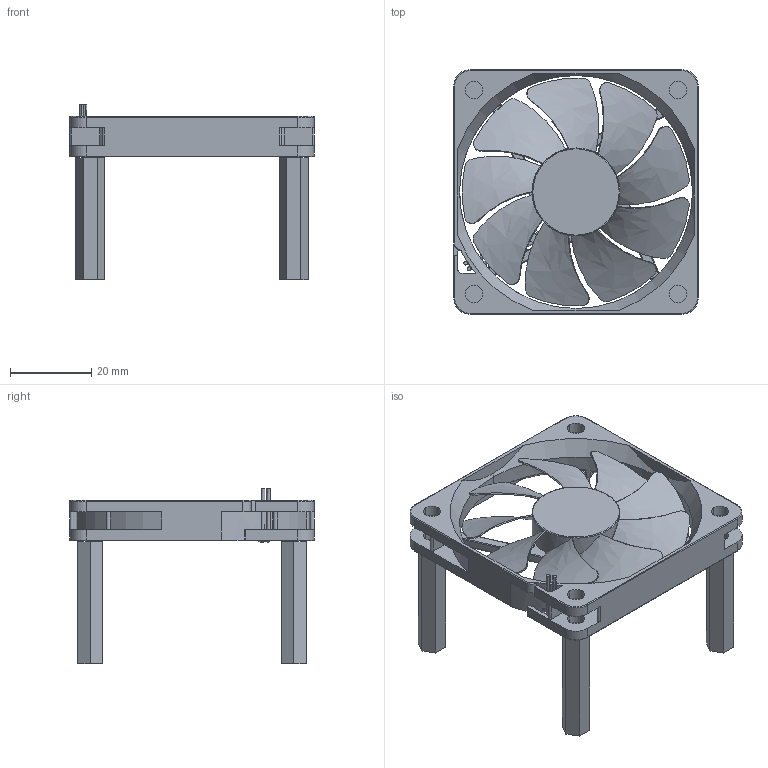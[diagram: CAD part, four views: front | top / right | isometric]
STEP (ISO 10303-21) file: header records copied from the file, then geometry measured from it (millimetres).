
FILE_DESCRIPTION(('FreeCAD Model'),'2;1');
FILE_NAME('CUI_DEVICES_CFM_6010V_140_285 - with 30mm standoffs.step', '2020-08-22T20:01:32',('Author'),(''), 'Open CASCADE STEP processor 7.3','FreeCAD','Unknown');
FILE_SCHEMA(('AUTOMOTIVE_DESIGN { 1 0 10303 214 1 1 1 1 }'));
Products named in the file (5): CUI_DEVICES_CFM_6010V_140_285; Prism; Prism003; Prism001; Prism002
Bounding box: 60 x 60 x 43.2 mm (x, y, z)
Volume: 14640.3 mm3; surface area: 17452 mm2
Topology: 5 solids, 5 shells, 444 faces, 1144 edges, 703 vertices
Faces by surface type: cylinder 151, plane 119, bspline 103, torus 50, sphere 13, cone 7, revolution 1
Entity records: 52009 total; most frequent: CARTESIAN_POINT 30875, DIRECTION 3448, ORIENTED_EDGE 2274, PCURVE 2274, DEFINITIONAL_REPRESENTATION 2274, LINE 1826, VECTOR 1826, EDGE_CURVE 1137
